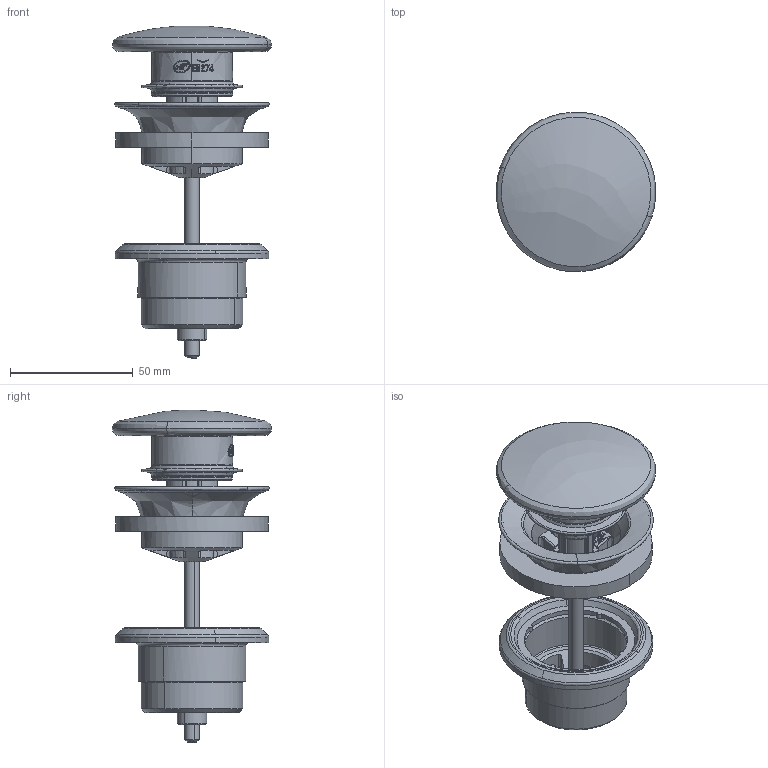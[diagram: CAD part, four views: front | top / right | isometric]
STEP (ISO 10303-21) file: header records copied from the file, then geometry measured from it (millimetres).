
FILE_DESCRIPTION(/* description */ (''),/* implementation_level */ '2;1');
FILE_NAME(/* name */ '05CGY80533100CR',/* time_stamp */ '2023-07-17T07:27:12+02:00',/* author */ (''),/* organization */ (''),/* preprocessor_version */ 'ST-DEVELOPER v15',/* originating_system */ '',/* authorisation */ '');
FILE_SCHEMA (('AUTOMOTIVE_DESIGN'));
Products named in the file (1): Document
Bounding box: 64.86 x 64.96 x 135.16 mm (x, y, z)
Volume: 55847.3 mm3; surface area: 68432.5 mm2
Topology: 11 solids, 19 shells, 3541 faces, 8484 edges, 4986 vertices
Faces by surface type: bspline 2932, plane 609
Entity records: 186976 total; most frequent: CARTESIAN_POINT 139353, ORIENTED_EDGE 16856, EDGE_CURVE 8452, VERTEX_POINT 4986, B_SPLINE_CURVE_WITH_KNOTS 4281, EDGE_LOOP 3649, ADVANCED_FACE 3541, FACE_OUTER_BOUND 3541
